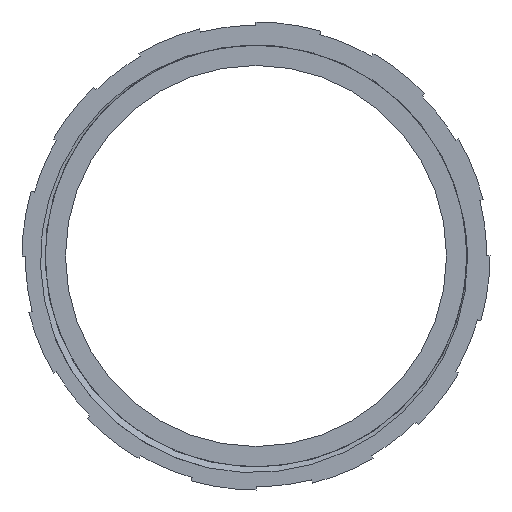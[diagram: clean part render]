
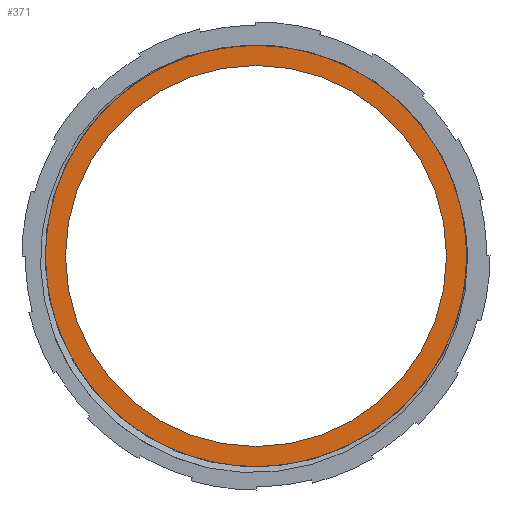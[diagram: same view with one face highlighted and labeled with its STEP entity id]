
A CAD part, front view. The second image highlights one B-rep face of the part: STEP entity #371.
In plain terms, the highlighted planar face has unit normal (0, -1, 0).
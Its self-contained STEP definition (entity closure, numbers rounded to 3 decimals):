
#15 = CARTESIAN_POINT ( 'NONE',  ( -57., 18.5, 0. ) ) ;
#67 = CARTESIAN_POINT ( 'NONE',  ( 0., 18.5, 0. ) ) ;
#75 = AXIS2_PLACEMENT_3D ( 'NONE', #807, #2689, #2671 ) ;
#123 = ORIENTED_EDGE ( 'NONE', *, *, #820, .T. ) ;
#226 = CARTESIAN_POINT ( 'NONE',  ( 0., 18.5, 65. ) ) ;
#257 = ORIENTED_EDGE ( 'NONE', *, *, #3203, .F. ) ;
#263 = FACE_OUTER_BOUND ( 'NONE', #2091, .T. ) ;
#267 = ORIENTED_EDGE ( 'NONE', *, *, #2902, .T. ) ;
#371 = ADVANCED_FACE ( 'NONE', ( #2419, #263 ), #3455, .F. ) ;
#390 = CARTESIAN_POINT ( 'NONE',  ( 0., 18.5, 57. ) ) ;
#458 = DIRECTION ( 'NONE',  ( 0., -1., 0. ) ) ;
#565 = VERTEX_POINT ( 'NONE', #390 ) ;
#572 = DIRECTION ( 'NONE',  ( 0., 0., -1. ) ) ;
#803 = AXIS2_PLACEMENT_3D ( 'NONE', #15, #2672, #1085 ) ;
#807 = CARTESIAN_POINT ( 'NONE',  ( 0., 18.5, 0. ) ) ;
#820 = EDGE_CURVE ( 'NONE', #2693, #3057, #3044, .T. ) ;
#905 = EDGE_LOOP ( 'NONE', ( #257, #2287 ) ) ;
#1085 = DIRECTION ( 'NONE',  ( 0., 0., 1. ) ) ;
#1131 = CARTESIAN_POINT ( 'NONE',  ( 0., 18.5, -65. ) ) ;
#1197 = VERTEX_POINT ( 'NONE', #1880 ) ;
#1380 = CARTESIAN_POINT ( 'NONE',  ( 0., 18.5, 0. ) ) ;
#1641 = DIRECTION ( 'NONE',  ( 0., 0., -1. ) ) ;
#1660 = AXIS2_PLACEMENT_3D ( 'NONE', #67, #2253, #572 ) ;
#1717 = AXIS2_PLACEMENT_3D ( 'NONE', #1380, #3238, #1641 ) ;
#1753 = DIRECTION ( 'NONE',  ( 0., 0., -1. ) ) ;
#1880 = CARTESIAN_POINT ( 'NONE',  ( 0., 18.5, -57. ) ) ;
#2091 = EDGE_LOOP ( 'NONE', ( #267, #123 ) ) ;
#2106 = CIRCLE ( 'NONE', #3119, 57. ) ;
#2253 = DIRECTION ( 'NONE',  ( 0., -1., 0. ) ) ;
#2287 = ORIENTED_EDGE ( 'NONE', *, *, #2694, .F. ) ;
#2419 = FACE_BOUND ( 'NONE', #905, .T. ) ;
#2671 = DIRECTION ( 'NONE',  ( 0., 0., -1. ) ) ;
#2672 = DIRECTION ( 'NONE',  ( 0., 1., 0. ) ) ;
#2689 = DIRECTION ( 'NONE',  ( 0., -1., 0. ) ) ;
#2693 = VERTEX_POINT ( 'NONE', #226 ) ;
#2694 = EDGE_CURVE ( 'NONE', #565, #1197, #2106, .T. ) ;
#2838 = CIRCLE ( 'NONE', #1660, 57. ) ;
#2890 = CIRCLE ( 'NONE', #1717, 65. ) ;
#2902 = EDGE_CURVE ( 'NONE', #3057, #2693, #2890, .T. ) ;
#3044 = CIRCLE ( 'NONE', #75, 65. ) ;
#3057 = VERTEX_POINT ( 'NONE', #1131 ) ;
#3119 = AXIS2_PLACEMENT_3D ( 'NONE', #3125, #458, #1753 ) ;
#3125 = CARTESIAN_POINT ( 'NONE',  ( 0., 18.5, 0. ) ) ;
#3203 = EDGE_CURVE ( 'NONE', #1197, #565, #2838, .T. ) ;
#3238 = DIRECTION ( 'NONE',  ( 0., -1., 0. ) ) ;
#3455 = PLANE ( 'NONE',  #803 ) ;
